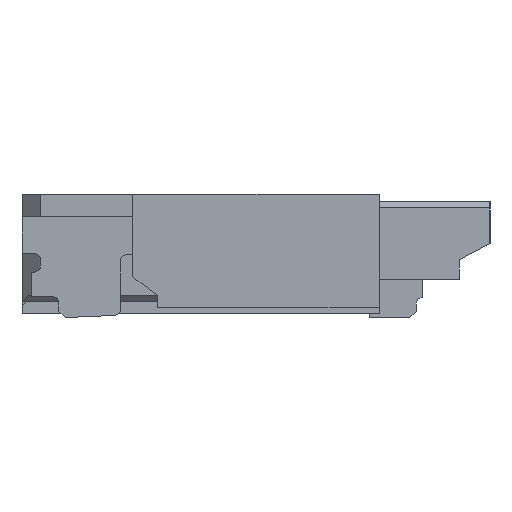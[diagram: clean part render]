
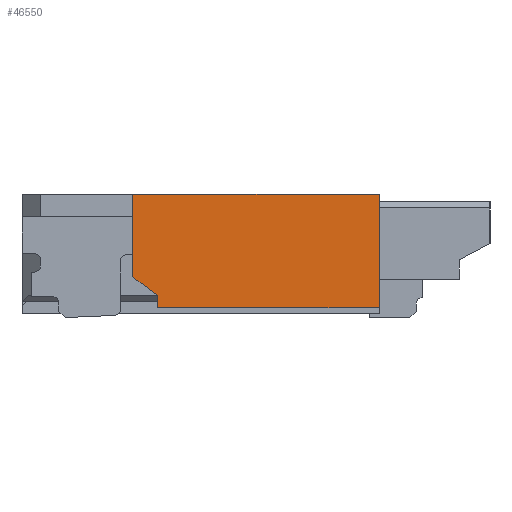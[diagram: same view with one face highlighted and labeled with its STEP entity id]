
A CAD part, left-side view. The second image highlights one B-rep face of the part: STEP entity #46550.
In plain terms, the highlighted planar face has unit normal (-1, 0, 0).
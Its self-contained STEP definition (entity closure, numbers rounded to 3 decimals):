
#760=CARTESIAN_POINT('',(-12.25,-1.45,1.));
#770=VERTEX_POINT('',#760);
#800=CARTESIAN_POINT('',(-12.25,-1.145,1.));
#810=DIRECTION('',(0.,1.,0.));
#820=VECTOR('',#810,1.);
#830=LINE('',#800,#820);
#840=CARTESIAN_POINT('',(-12.25,0.55,1.));
#850=VERTEX_POINT('',#840);
#860=EDGE_CURVE('',#770,#850,#830,.T.);
#23810=CARTESIAN_POINT('',(-12.25,-1.45,0.08));
#23820=VERTEX_POINT('',#23810);
#23850=CARTESIAN_POINT('',(-12.25,-1.45,0.842));
#23860=DIRECTION('',(0.,0.,1.));
#23870=VECTOR('',#23860,1.);
#23880=LINE('',#23850,#23870);
#23890=EDGE_CURVE('',#23820,#770,#23880,.T.);
#45700=CARTESIAN_POINT('',(-12.25,0.55,0.842));
#45710=DIRECTION('',(0.,0.,1.));
#45720=VECTOR('',#45710,1.);
#45730=LINE('',#45700,#45720);
#45740=CARTESIAN_POINT('',(-12.25,0.55,0.33));
#45750=VERTEX_POINT('',#45740);
#45760=EDGE_CURVE('',#45750,#850,#45730,.T.);
#46230=CARTESIAN_POINT('',(-12.25,0.608,0.049))
;
#46240=DIRECTION('',(-1.,0.,0.));
#46250=DIRECTION('',(0.,1.,0.));
#46260=AXIS2_PLACEMENT_3D('',#46230,#46240,#46250);
#46270=PLANE('',#46260);
#46280=ORIENTED_EDGE('',*,*,#23890,.T.);
#46290=CARTESIAN_POINT('',(-12.25,-1.145,0.08));
#46300=DIRECTION('',(0.,1.,0.));
#46310=VECTOR('',#46300,1.);
#46320=LINE('',#46290,#46310);
#46330=CARTESIAN_POINT('',(-12.25,0.35,0.08))
;
#46340=VERTEX_POINT('',#46330);
#46350=EDGE_CURVE('',#23820,#46340,#46320,.T.);
#46360=ORIENTED_EDGE('',*,*,#46350,.F.);
#46370=CARTESIAN_POINT('',(-12.25,0.35,0.842));
#46380=DIRECTION('',(0.,0.,-1.));
#46390=VECTOR('',#46380,1.);
#46400=LINE('',#46370,#46390);
#46410=CARTESIAN_POINT('',(-12.25,0.35,0.18));
#46420=VERTEX_POINT('',#46410);
#46430=EDGE_CURVE('',#46420,#46340,#46400,.T.);
#46440=ORIENTED_EDGE('',*,*,#46430,.T.);
#46450=CARTESIAN_POINT('',(-12.25,-1.145,-0.941));
#46460=DIRECTION('',(0.,-0.8,-0.6));
#46470=VECTOR('',#46460,1.);
#46480=LINE('',#46450,#46470);
#46490=EDGE_CURVE('',#45750,#46420,#46480,.T.);
#46500=ORIENTED_EDGE('',*,*,#46490,.T.);
#46510=ORIENTED_EDGE('',*,*,#45760,.F.);
#46520=ORIENTED_EDGE('',*,*,#860,.T.);
#46530=EDGE_LOOP('',(#46520,#46510,#46500,#46440,#46360,#46280));
#46540=FACE_OUTER_BOUND('',#46530,.T.);
#46550=ADVANCED_FACE('',(#46540),#46270,.T.);
